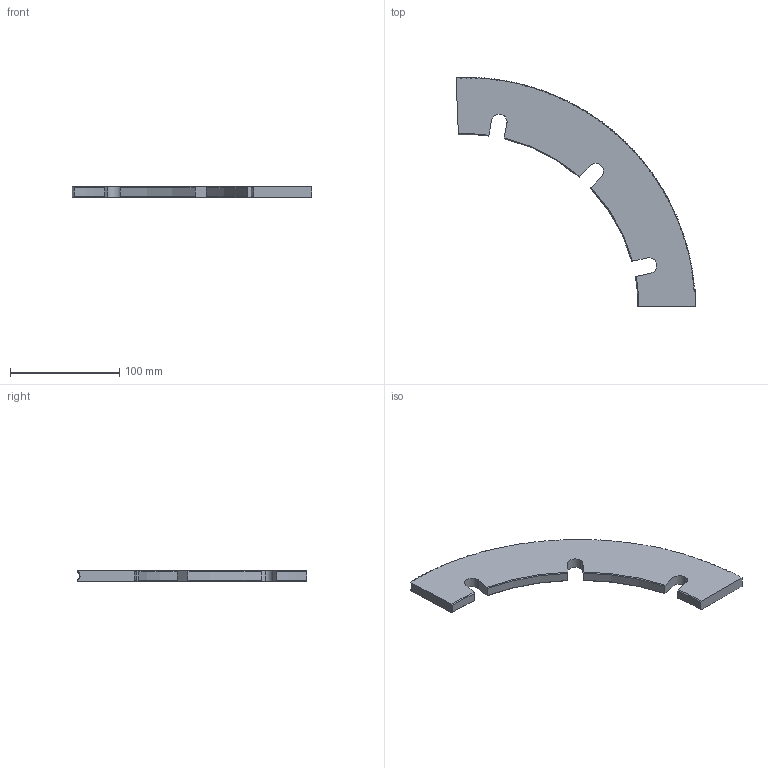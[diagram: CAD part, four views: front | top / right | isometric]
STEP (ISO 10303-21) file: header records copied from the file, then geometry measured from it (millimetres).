
FILE_DESCRIPTION (( 'STEP AP203' ), '1' );
FILE_NAME ('M23591-S.STEP', '2022-04-21T21:08:33', ( '' ), ( '' ), 'SwSTEP 2.0', 'SolidWorks 2020', '' );
FILE_SCHEMA (( 'CONFIG_CONTROL_DESIGN' ));
Length unit declared in the file: inch
Products named in the file (1): M23591-S
Bounding box: 219.97 x 210.56 x 9.49 mm (x, y, z)
Volume: 134634.4 mm3; surface area: 37038.4 mm2
Topology: 1 solids, 1 shells, 171 faces, 507 edges, 338 vertices
Faces by surface type: sphere 140, cylinder 11, plane 10, cone 8, torus 2
Entity records: 8159 total; most frequent: CARTESIAN_POINT 3489, ORIENTED_EDGE 1014, DIRECTION 1012, EDGE_CURVE 507, AXIS2_PLACEMENT_3D 487, VERTEX_POINT 338, CIRCLE 315, EDGE_LOOP 171
